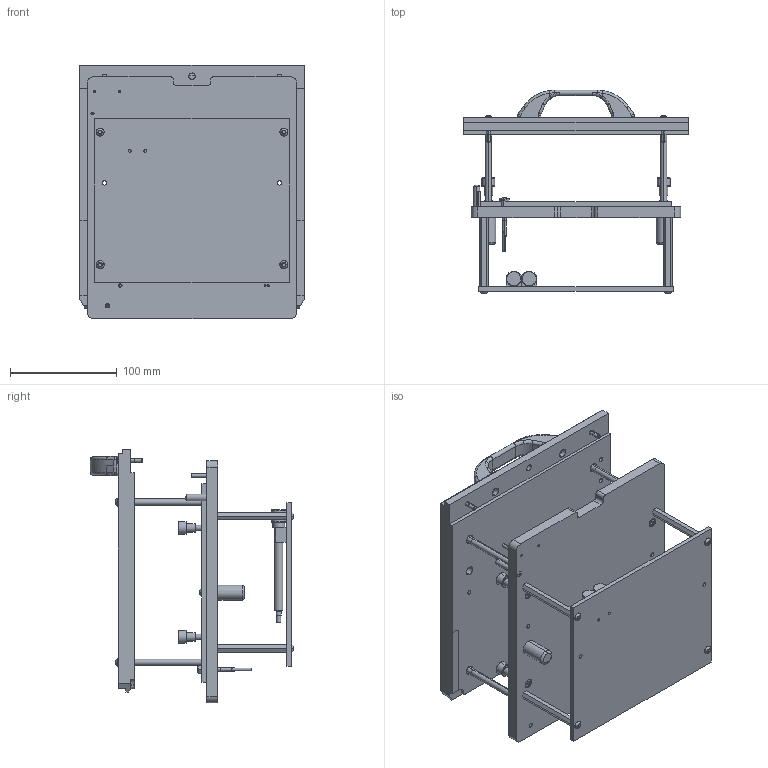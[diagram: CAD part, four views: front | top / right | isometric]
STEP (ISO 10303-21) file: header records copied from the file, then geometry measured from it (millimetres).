
FILE_DESCRIPTION (( 'STEP AP214' ), '1' );
FILE_NAME ('45994-KIT~1.STEP', '2019-09-19T08:51:27', ( '' ), ( '' ), 'SwSTEP 2.0', 'SolidWorks 2018', '' );
FILE_SCHEMA (( 'AUTOMOTIVE_DESIGN' ));
Length unit declared in the file: millimetre
Products named in the file (33): 53731~0; 45991~1; 45988~1_S; DIN7991~n_M03,0x006; 46872~0_S; 41899~3_flexiebel <S>; 46007~2; ISO7380~n_M04,0x012; 3917~3_M 3 A; 3699~0_zwei <Standard>; 2229~6; GKS-114-0015~-g-k-s_Hub = 08,0 <S>; ISO7380~n_M03,0x006; 2196~6; 43627~0_Hub 22,5mm<Standard>; 32457~0_S; DIN6325~n_03,0m6x016; KS-113-Master~-k-s_KS-113 23; 45993~3_S; 45994-KIT~1; DIN125~n_03,2 M03,0; 45992~1_ohne Transportschrauben <S>; 41367~5_S; DIN6325~n_03,0m6x024; DIN912~n_M03,0x012; 45716~1_f〉 NSRL-Ausbau ohne Platte <S>; DIN6325~n_06,0m6x030; DIN7979~n_04,0m6x020M3; 2393~0_S; 41369~1_S; 45995~1_ICT Stellung (kontaktiert) <S>; 46869~0_S; ISO7380~n_M04,0x020
Assembly tree (65 placements, depth 4):
  45994-KIT~1
    45995~1_ICT Stellung (kontaktiert) <S>
      41899~3_flexiebel <S>
        KS-113-Master~-k-s_KS-113 23
        GKS-114-0015~-g-k-s_Hub = 08,0 <S>
        53731~0
        3917~3_M 3 A
      46007~2
      45988~1_S
      45991~1
      43627~0_Hub 22,5mm<Standard>  x4
      2196~6  x2
      2229~6  x2
      46869~0_S  x4
      46872~0_S  x4
      3699~0_zwei <Standard>
      ISO7380~n_M04,0x012  x10
      DIN6325~n_03,0m6x016
      DIN6325~n_03,0m6x024
      DIN6325~n_06,0m6x030
      DIN7991~n_M03,0x006  x2
      41367~5_S  x2
    45992~1_ohne Transportschrauben <S>
      45716~1_f〉 NSRL-Ausbau ohne Platte <S>
        32457~0_S
        DIN7979~n_04,0m6x020M3  x2
        ISO7380~n_M03,0x006  x2
        41369~1_S  x4
        ISO7380~n_M04,0x020  x4
        DIN912~n_M03,0x012  x2
        2393~0_S  x2
        DIN125~n_03,2 M03,0  x2
      45993~3_S
Bounding box: 210 x 190.2 x 237 mm (x, y, z)
Volume: 1432275 mm3; surface area: 392470.3 mm2
Topology: 71 solids, 71 shells, 2665 faces, 6179 edges, 3989 vertices
Faces by surface type: plane 1400, cylinder 891, cone 198, torus 104, bspline 52, sphere 20
Entity records: 70541 total; most frequent: CARTESIAN_POINT 17296, DIRECTION 10111, ORIENTED_EDGE 9122, EDGE_CURVE 4561, AXIS2_PLACEMENT_3D 3708, VERTEX_POINT 2982, VECTOR 2695, LINE 2695
